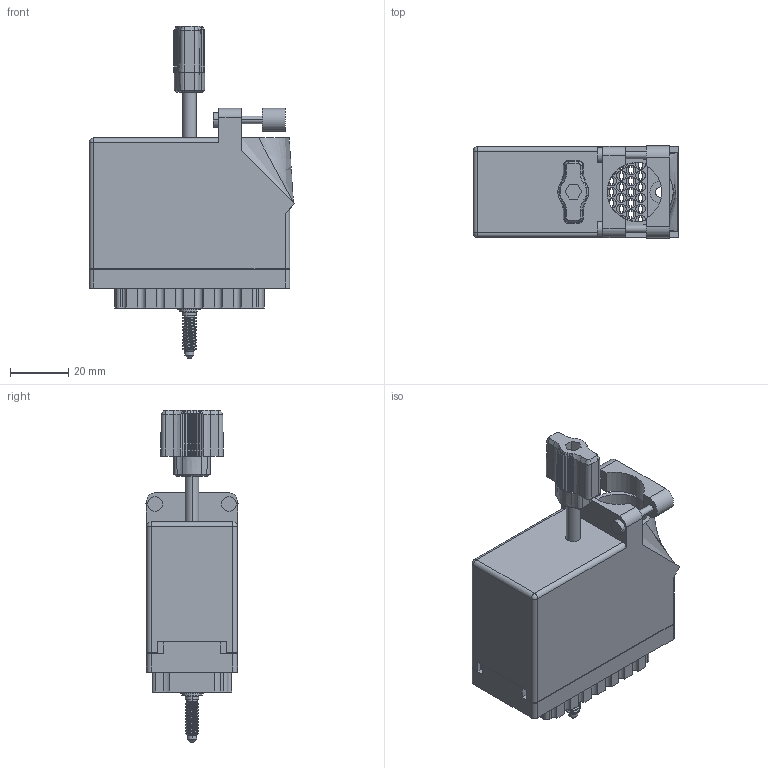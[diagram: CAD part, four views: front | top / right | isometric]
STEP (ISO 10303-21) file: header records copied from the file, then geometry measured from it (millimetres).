
FILE_DESCRIPTION (( 'STEP AP203' ), '1' );
FILE_NAME ('516-090-000-415.STEP', '2020-03-06T16:30:36', ( '' ), ( '' ), 'SwSTEP 2.0', 'SolidWorks 2016', '' );
FILE_SCHEMA (( 'CONFIG_CONTROL_DESIGN' ));
Length unit declared in the file: inch
Products named in the file (10): 516-251-095-100; 516-253-095-100; 516-230-001_Plastic - 090 Top Entry; 516-250-091-111; 516 Part Receptacle_090; Actuating Screw Assy 090-120; 516-253-190-107; 516-090-000-415; Grub Screw; 516-254-091-109
Assembly tree (10 placements, depth 3):
  516-090-000-415
    516 Part Receptacle_090
    516-230-001_Plastic - 090 Top Entry
    Actuating Screw Assy 090-120
      516-251-095-100
      516-254-091-109
      516-253-095-100  x2
      516-253-190-107
      516-250-091-111
      Grub Screw
Bounding box: 70.83 x 31.75 x 114.34 mm (x, y, z)
Volume: 42173 mm3; surface area: 56047.8 mm2
Topology: 9 solids, 9 shells, 2298 faces, 6665 edges, 4412 vertices
Faces by surface type: plane 1524, cylinder 690, cone 62, bspline 20, sphere 2
Entity records: 83878 total; most frequent: CARTESIAN_POINT 20750, ORIENTED_EDGE 13302, DIRECTION 12756, EDGE_CURVE 6651, LINE 4716, VECTOR 4716, VERTEX_POINT 4404, AXIS2_PLACEMENT_3D 4020
